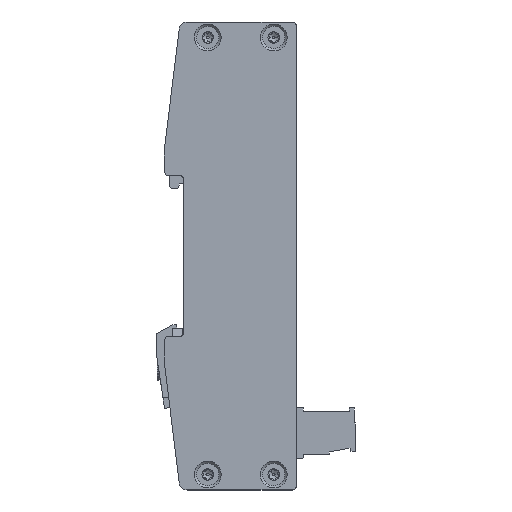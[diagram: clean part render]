
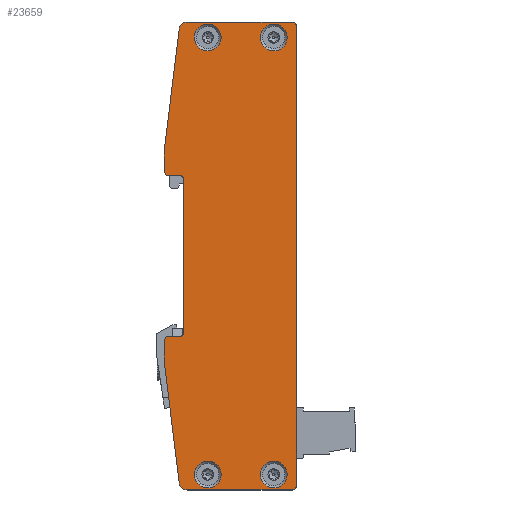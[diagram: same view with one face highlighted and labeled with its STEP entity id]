
A CAD part, left-side view. The second image highlights one B-rep face of the part: STEP entity #23659.
In plain terms, the highlighted planar face has unit normal (-1, 0, 0).
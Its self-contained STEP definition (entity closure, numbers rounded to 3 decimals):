
#19646=FACE_BOUND('',#30541,.T.);
#19647=FACE_BOUND('',#30542,.T.);
#19648=FACE_BOUND('',#30543,.T.);
#19649=FACE_BOUND('',#30544,.T.);
#19650=FACE_BOUND('',#30545,.T.);
#21019=PLANE('',#84519);
#23659=ADVANCED_FACE('',(#19646,#19647,#19648,#19649,#19650),#21019,.T.);
#30541=EDGE_LOOP('',(#41318));
#30542=EDGE_LOOP('',(#41319));
#30543=EDGE_LOOP('',(#41320));
#30544=EDGE_LOOP('',(#41321));
#30545=EDGE_LOOP('',(#41322,#41323,#41324,#41325,#41326,#41327,#41328,#41329,
#41330,#41331,#41332,#41333,#41334,#41335,#41336,#41337,#41338,#41339));
#32710=CIRCLE('',#84503,1.);
#32711=CIRCLE('',#84506,1.);
#32712=CIRCLE('',#84509,3.25);
#32713=CIRCLE('',#84510,3.25);
#32714=CIRCLE('',#84511,3.25);
#32715=CIRCLE('',#84512,3.25);
#32716=CIRCLE('',#84513,2.);
#32717=CIRCLE('',#84514,1.);
#32718=CIRCLE('',#84515,1.);
#32719=CIRCLE('',#84516,2.);
#32720=CIRCLE('',#84517,1.);
#32721=CIRCLE('',#84518,1.);
#41318=ORIENTED_EDGE('',*,*,#60491,.T.);
#41319=ORIENTED_EDGE('',*,*,#60492,.T.);
#41320=ORIENTED_EDGE('',*,*,#60493,.T.);
#41321=ORIENTED_EDGE('',*,*,#60494,.T.);
#41322=ORIENTED_EDGE('',*,*,#60495,.T.);
#41323=ORIENTED_EDGE('',*,*,#60496,.F.);
#41324=ORIENTED_EDGE('',*,*,#60497,.T.);
#41325=ORIENTED_EDGE('',*,*,#60498,.F.);
#41326=ORIENTED_EDGE('',*,*,#60499,.T.);
#41327=ORIENTED_EDGE('',*,*,#60500,.F.);
#41328=ORIENTED_EDGE('',*,*,#60501,.T.);
#41329=ORIENTED_EDGE('',*,*,#60502,.F.);
#41330=ORIENTED_EDGE('',*,*,#60503,.F.);
#41331=ORIENTED_EDGE('',*,*,#60504,.T.);
#41332=ORIENTED_EDGE('',*,*,#60505,.F.);
#41333=ORIENTED_EDGE('',*,*,#60506,.T.);
#41334=ORIENTED_EDGE('',*,*,#60490,.F.);
#41335=ORIENTED_EDGE('',*,*,#60487,.T.);
#41336=ORIENTED_EDGE('',*,*,#60485,.F.);
#41337=ORIENTED_EDGE('',*,*,#60483,.T.);
#41338=ORIENTED_EDGE('',*,*,#60482,.F.);
#41339=ORIENTED_EDGE('',*,*,#60479,.F.);
#53375=VERTEX_POINT('',#118298);
#53376=VERTEX_POINT('',#118300);
#53377=VERTEX_POINT('',#118304);
#53378=VERTEX_POINT('',#118308);
#53379=VERTEX_POINT('',#118312);
#53380=VERTEX_POINT('',#118316);
#53381=VERTEX_POINT('',#118320);
#53382=VERTEX_POINT('',#118324);
#53383=VERTEX_POINT('',#118326);
#53384=VERTEX_POINT('',#118328);
#53385=VERTEX_POINT('',#118330);
#53386=VERTEX_POINT('',#118332);
#53387=VERTEX_POINT('',#118334);
#53388=VERTEX_POINT('',#118336);
#53389=VERTEX_POINT('',#118338);
#53390=VERTEX_POINT('',#118340);
#53391=VERTEX_POINT('',#118342);
#53392=VERTEX_POINT('',#118344);
#53393=VERTEX_POINT('',#118346);
#53394=VERTEX_POINT('',#118348);
#53395=VERTEX_POINT('',#118350);
#53396=VERTEX_POINT('',#118352);
#60479=EDGE_CURVE('',#53375,#53376,#67727,.T.);
#60482=EDGE_CURVE('',#53376,#53377,#67730,.T.);
#60483=EDGE_CURVE('',#53378,#53377,#32710,.T.);
#60485=EDGE_CURVE('',#53378,#53379,#67732,.T.);
#60487=EDGE_CURVE('',#53380,#53379,#32711,.T.);
#60490=EDGE_CURVE('',#53380,#53381,#67736,.T.);
#60491=EDGE_CURVE('',#53382,#53382,#32712,.T.);
#60492=EDGE_CURVE('',#53383,#53383,#32713,.T.);
#60493=EDGE_CURVE('',#53384,#53384,#32714,.T.);
#60494=EDGE_CURVE('',#53385,#53385,#32715,.T.);
#60495=EDGE_CURVE('',#53375,#53386,#32716,.T.);
#60496=EDGE_CURVE('',#53387,#53386,#67737,.T.);
#60497=EDGE_CURVE('',#53387,#53388,#32717,.T.);
#60498=EDGE_CURVE('',#53389,#53388,#67738,.T.);
#60499=EDGE_CURVE('',#53389,#53390,#32718,.T.);
#60500=EDGE_CURVE('',#53391,#53390,#67739,.T.);
#60501=EDGE_CURVE('',#53391,#53392,#32719,.T.);
#60502=EDGE_CURVE('',#53393,#53392,#67740,.T.);
#60503=EDGE_CURVE('',#53394,#53393,#67741,.T.);
#60504=EDGE_CURVE('',#53394,#53395,#32720,.T.);
#60505=EDGE_CURVE('',#53396,#53395,#67742,.T.);
#60506=EDGE_CURVE('',#53396,#53381,#32721,.T.);
#67727=LINE('',#118299,#73611);
#67730=LINE('',#118305,#73614);
#67732=LINE('',#118311,#73616);
#67736=LINE('',#118321,#73620);
#67737=LINE('',#118333,#73621);
#67738=LINE('',#118337,#73622);
#67739=LINE('',#118341,#73623);
#67740=LINE('',#118345,#73624);
#67741=LINE('',#118347,#73625);
#67742=LINE('',#118351,#73626);
#73611=VECTOR('',#92867,1.);
#73614=VECTOR('',#92872,1.);
#73616=VECTOR('',#92880,1.);
#73620=VECTOR('',#92890,1.);
#73621=VECTOR('',#92903,1.);
#73622=VECTOR('',#92906,1.);
#73623=VECTOR('',#92909,1.);
#73624=VECTOR('',#92912,1.);
#73625=VECTOR('',#92913,1.);
#73626=VECTOR('',#92916,1.);
#84503=AXIS2_PLACEMENT_3D('',#118307,#92875,#92876);
#84506=AXIS2_PLACEMENT_3D('',#118315,#92884,#92885);
#84509=AXIS2_PLACEMENT_3D('',#118323,#92893,#92894);
#84510=AXIS2_PLACEMENT_3D('',#118325,#92895,#92896);
#84511=AXIS2_PLACEMENT_3D('',#118327,#92897,#92898);
#84512=AXIS2_PLACEMENT_3D('',#118329,#92899,#92900);
#84513=AXIS2_PLACEMENT_3D('',#118331,#92901,#92902);
#84514=AXIS2_PLACEMENT_3D('',#118335,#92904,#92905);
#84515=AXIS2_PLACEMENT_3D('',#118339,#92907,#92908);
#84516=AXIS2_PLACEMENT_3D('',#118343,#92910,#92911);
#84517=AXIS2_PLACEMENT_3D('',#118349,#92914,#92915);
#84518=AXIS2_PLACEMENT_3D('',#118353,#92917,#92918);
#84519=AXIS2_PLACEMENT_3D('',#118354,#92919,#92920);
#92867=DIRECTION('',(0.,0.122,0.993));
#92872=DIRECTION('',(0.,0.,1.));
#92875=DIRECTION('',(-1.,0.,0.));
#92876=DIRECTION('',(0.,0.,1.));
#92880=DIRECTION('',(0.,-1.,0.));
#92884=DIRECTION('',(1.,0.,0.));
#92885=DIRECTION('',(0.,-1.,0.));
#92890=DIRECTION('',(0.,0.,1.));
#92893=DIRECTION('',(1.,0.,0.));
#92894=DIRECTION('',(0.,-1.,0.));
#92895=DIRECTION('',(1.,0.,0.));
#92896=DIRECTION('',(0.,-1.,0.));
#92897=DIRECTION('',(1.,0.,0.));
#92898=DIRECTION('',(0.,-1.,0.));
#92899=DIRECTION('',(1.,0.,0.));
#92900=DIRECTION('',(0.,-1.,0.));
#92901=DIRECTION('',(-1.,0.,0.));
#92902=DIRECTION('',(0.,0.993,-0.122));
#92903=DIRECTION('',(0.,1.,0.));
#92904=DIRECTION('',(-1.,0.,0.));
#92905=DIRECTION('',(0.,0.,-1.));
#92906=DIRECTION('',(0.,0.,-1.));
#92907=DIRECTION('',(-1.,0.,0.));
#92908=DIRECTION('',(0.,-1.,0.));
#92909=DIRECTION('',(0.,-1.,0.));
#92910=DIRECTION('',(-1.,0.,0.));
#92911=DIRECTION('',(0.,0.,1.));
#92912=DIRECTION('',(0.,-0.122,0.993));
#92913=DIRECTION('',(0.,0.,1.));
#92914=DIRECTION('',(-1.,0.,0.));
#92915=DIRECTION('',(0.,1.,0.));
#92916=DIRECTION('',(0.,1.,0.));
#92917=DIRECTION('',(1.,0.,0.));
#92918=DIRECTION('',(0.,0.,1.));
#92919=DIRECTION('',(-1.,0.,0.));
#92920=DIRECTION('',(0.,1.,0.));
#118298=CARTESIAN_POINT('',(-60.,28.14,-54.994));
#118299=CARTESIAN_POINT('',(-60.,28.14,-54.994));
#118300=CARTESIAN_POINT('',(-60.,31.7,-26.));
#118304=CARTESIAN_POINT('',(-60.,31.7,-20.5));
#118305=CARTESIAN_POINT('',(-60.,31.7,-26.));
#118307=CARTESIAN_POINT('',(-60.,30.7,-20.5));
#118308=CARTESIAN_POINT('',(-60.,30.7,-19.5));
#118311=CARTESIAN_POINT('',(-60.,30.7,-19.5));
#118312=CARTESIAN_POINT('',(-60.,28.,-19.5));
#118315=CARTESIAN_POINT('',(-60.,28.,-18.5));
#118316=CARTESIAN_POINT('',(-60.,27.,-18.5));
#118320=CARTESIAN_POINT('',(-60.,27.,18.5));
#118321=CARTESIAN_POINT('',(-60.,27.,-18.5));
#118323=CARTESIAN_POINT('',(-60.,21.2,-53.));
#118324=CARTESIAN_POINT('',(-60.,17.95,-53.));
#118325=CARTESIAN_POINT('',(-60.,21.2,53.));
#118326=CARTESIAN_POINT('',(-60.,17.95,53.));
#118327=CARTESIAN_POINT('',(-60.,5.2,-53.));
#118328=CARTESIAN_POINT('',(-60.,1.95,-53.));
#118329=CARTESIAN_POINT('',(-60.,5.2,53.));
#118330=CARTESIAN_POINT('',(-60.,1.95,53.));
#118331=CARTESIAN_POINT('',(-60.,26.155,-54.75));
#118332=CARTESIAN_POINT('',(-60.,26.155,-56.75));
#118333=CARTESIAN_POINT('',(-60.,0.7,-56.75));
#118334=CARTESIAN_POINT('',(-60.,0.7,-56.75));
#118335=CARTESIAN_POINT('',(-60.,0.7,-55.75));
#118336=CARTESIAN_POINT('',(-60.,-0.3,-55.75));
#118337=CARTESIAN_POINT('',(-60.,-0.3,55.75));
#118338=CARTESIAN_POINT('',(-60.,-0.3,55.75));
#118339=CARTESIAN_POINT('',(-60.,0.7,55.75));
#118340=CARTESIAN_POINT('',(-60.,0.7,56.75));
#118341=CARTESIAN_POINT('',(-60.,26.155,56.75));
#118342=CARTESIAN_POINT('',(-60.,26.155,56.75));
#118343=CARTESIAN_POINT('',(-60.,26.155,54.75));
#118344=CARTESIAN_POINT('',(-60.,28.14,54.994));
#118345=CARTESIAN_POINT('',(-60.,31.7,26.));
#118346=CARTESIAN_POINT('',(-60.,31.7,26.));
#118347=CARTESIAN_POINT('',(-60.,31.7,20.5));
#118348=CARTESIAN_POINT('',(-60.,31.7,20.5));
#118349=CARTESIAN_POINT('',(-60.,30.7,20.5));
#118350=CARTESIAN_POINT('',(-60.,30.7,19.5));
#118351=CARTESIAN_POINT('',(-60.,28.,19.5));
#118352=CARTESIAN_POINT('',(-60.,28.,19.5));
#118353=CARTESIAN_POINT('',(-60.,28.,18.5));
#118354=CARTESIAN_POINT('',(-60.,-1.9,62.425));
